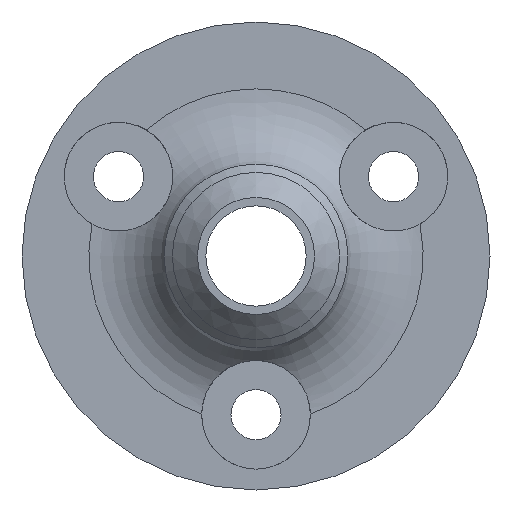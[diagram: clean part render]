
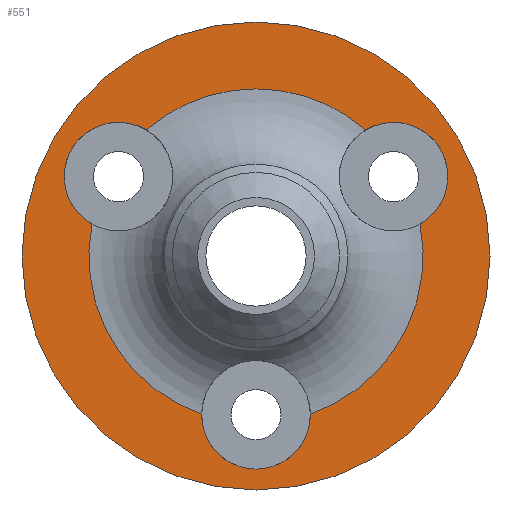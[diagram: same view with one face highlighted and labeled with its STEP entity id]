
A CAD part, left-side view. The second image highlights one B-rep face of the part: STEP entity #551.
In plain terms, the highlighted planar face has unit normal (-1, 0, 0).
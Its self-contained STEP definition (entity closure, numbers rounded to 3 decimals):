
#24=FACE_BOUND('',#192,.T.);
#38=PLANE('',#646);
#146=FACE_OUTER_BOUND('',#191,.T.);
#191=EDGE_LOOP('',(#502));
#192=EDGE_LOOP('',(#503,#504,#505,#506,#507,#508,#509,#510));
#205=CIRCLE('',#570,10.);
#206=CIRCLE('',#571,10.);
#207=CIRCLE('',#572,10.);
#208=CIRCLE('',#573,10.);
#233=CIRCLE('',#622,3.25);
#234=CIRCLE('',#623,3.25);
#238=CIRCLE('',#629,3.25);
#240=CIRCLE('',#633,3.25);
#246=CIRCLE('',#644,14.);
#250=VERTEX_POINT('',#841);
#251=VERTEX_POINT('',#843);
#253=VERTEX_POINT('',#868);
#254=VERTEX_POINT('',#877);
#255=VERTEX_POINT('',#879);
#256=VERTEX_POINT('',#906);
#258=VERTEX_POINT('',#915);
#282=VERTEX_POINT('',#1029);
#292=VERTEX_POINT('',#1067);
#296=EDGE_CURVE('',#250,#251,#205,.T.);
#299=EDGE_CURVE('',#253,#254,#206,.T.);
#301=EDGE_CURVE('',#255,#256,#207,.T.);
#304=EDGE_CURVE('',#258,#250,#208,.T.);
#346=EDGE_CURVE('',#255,#282,#233,.T.);
#347=EDGE_CURVE('',#282,#254,#234,.T.);
#353=EDGE_CURVE('',#258,#256,#238,.T.);
#355=EDGE_CURVE('',#253,#251,#240,.T.);
#365=EDGE_CURVE('',#292,#292,#246,.T.);
#502=ORIENTED_EDGE('',*,*,#365,.T.);
#503=ORIENTED_EDGE('',*,*,#304,.F.);
#504=ORIENTED_EDGE('',*,*,#353,.T.);
#505=ORIENTED_EDGE('',*,*,#301,.F.);
#506=ORIENTED_EDGE('',*,*,#346,.T.);
#507=ORIENTED_EDGE('',*,*,#347,.T.);
#508=ORIENTED_EDGE('',*,*,#299,.F.);
#509=ORIENTED_EDGE('',*,*,#355,.T.);
#510=ORIENTED_EDGE('',*,*,#296,.F.);
#551=ADVANCED_FACE('',(#146,#24),#38,.T.);
#570=AXIS2_PLACEMENT_3D('',#844,#656,#657);
#571=AXIS2_PLACEMENT_3D('',#878,#658,#659);
#572=AXIS2_PLACEMENT_3D('',#907,#660,#661);
#573=AXIS2_PLACEMENT_3D('',#940,#662,#663);
#622=AXIS2_PLACEMENT_3D('',#1030,#777,#778);
#623=AXIS2_PLACEMENT_3D('',#1031,#779,#780);
#629=AXIS2_PLACEMENT_3D('',#1042,#793,#794);
#633=AXIS2_PLACEMENT_3D('',#1047,#801,#802);
#644=AXIS2_PLACEMENT_3D('',#1068,#827,#828);
#646=AXIS2_PLACEMENT_3D('',#1072,#832,#833);
#656=DIRECTION('center_axis',(-1.,0.,0.));
#657=DIRECTION('ref_axis',(0.,0.,1.));
#658=DIRECTION('center_axis',(-1.,0.,0.));
#659=DIRECTION('ref_axis',(0.,0.,1.));
#660=DIRECTION('center_axis',(-1.,0.,0.));
#661=DIRECTION('ref_axis',(0.,0.,1.));
#662=DIRECTION('center_axis',(-1.,0.,0.));
#663=DIRECTION('ref_axis',(0.,0.,1.));
#777=DIRECTION('center_axis',(1.,0.,0.));
#778=DIRECTION('ref_axis',(0.,0.,1.));
#779=DIRECTION('center_axis',(1.,0.,0.));
#780=DIRECTION('ref_axis',(0.,0.,1.));
#793=DIRECTION('center_axis',(1.,0.,0.));
#794=DIRECTION('ref_axis',(0.,0.,1.));
#801=DIRECTION('center_axis',(1.,0.,0.));
#802=DIRECTION('ref_axis',(0.,0.,1.));
#827=DIRECTION('center_axis',(-1.,0.,0.));
#828=DIRECTION('ref_axis',(0.,0.,1.));
#832=DIRECTION('center_axis',(-1.,0.,0.));
#833=DIRECTION('ref_axis',(0.,0.,1.));
#841=CARTESIAN_POINT('',(-92.5,10.,39.));
#843=CARTESIAN_POINT('',(-92.5,16.565,36.543));
#844=CARTESIAN_POINT('Origin',(-92.5,10.,29.));
#868=CARTESIAN_POINT('',(-92.5,19.815,30.914));
#877=CARTESIAN_POINT('',(-92.5,13.25,19.543));
#878=CARTESIAN_POINT('Origin',(-92.5,10.,29.));
#879=CARTESIAN_POINT('',(-92.5,6.75,19.543));
#906=CARTESIAN_POINT('',(-92.5,0.185,30.914));
#907=CARTESIAN_POINT('Origin',(-92.5,10.,29.));
#915=CARTESIAN_POINT('',(-92.5,3.435,36.543));
#940=CARTESIAN_POINT('Origin',(-92.5,10.,29.));
#1029=CARTESIAN_POINT('',(-92.5,10.,16.25));
#1030=CARTESIAN_POINT('Origin',(-92.5,10.,19.5));
#1031=CARTESIAN_POINT('Origin',(-92.5,10.,19.5));
#1042=CARTESIAN_POINT('Origin',(-92.5,1.773,33.75));
#1047=CARTESIAN_POINT('Origin',(-92.5,18.227,33.75));
#1067=CARTESIAN_POINT('',(-92.5,10.,15.));
#1068=CARTESIAN_POINT('Origin',(-92.5,10.,29.));
#1072=CARTESIAN_POINT('Origin',(-92.5,10.,29.));
